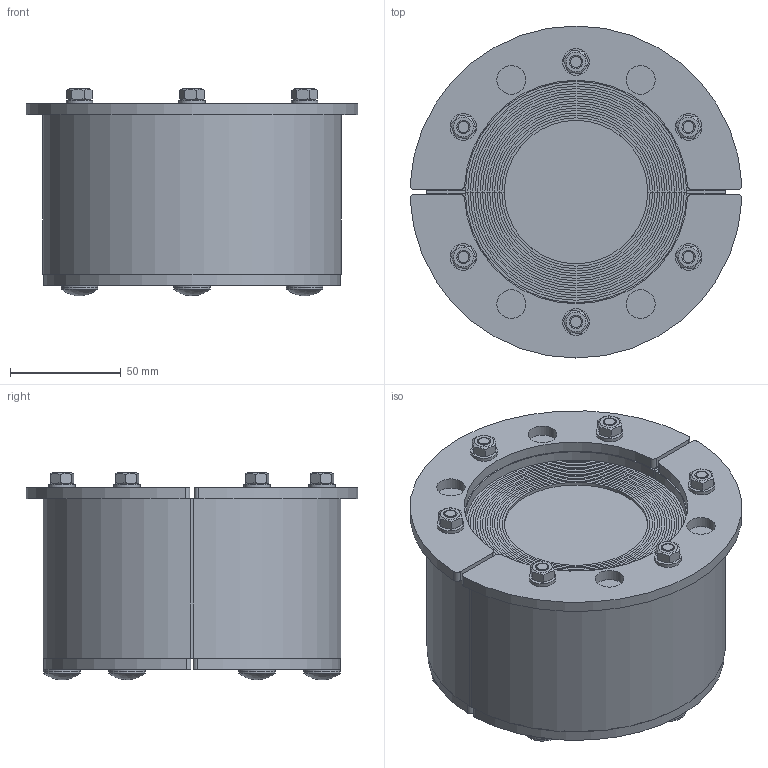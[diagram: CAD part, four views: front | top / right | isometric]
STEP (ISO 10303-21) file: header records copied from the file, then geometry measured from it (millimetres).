
FILE_DESCRIPTION((''),'2;1');
FILE_NAME('RSUG135.stp','2016-02-05T08:43:21',('se-mareng'),(''),'Autodesk Inventor 2013','Autodesk Inventor 2013','');
FILE_SCHEMA(('AUTOMOTIVE_DESIGN { 1 0 10303 214 1 1 1 1 }'));
Length unit declared in the file: millimetre
Products named in the file (11): 100-055714; 100-055715; 100-055719; 100-055718; 100-055716; 100-055717; DIN 603 M6 x 90; ISO 4032 M6; ISO 7089 6 - 140 HV; 100-006387; 100-061080
Assembly tree (33 placements, depth 3):
  100-055714
    100-055715  x2
      100-055719
      100-055718
    100-055716  x2
    100-055717  x2
    DIN 603 M6 x 90  x6
    ISO 4032 M6  x6
    ISO 7089 6 - 140 HV  x6
    100-006387  x6
    100-061080
Bounding box: 149.87 x 150 x 93.79 mm (x, y, z)
Volume: 1039080.7 mm3; surface area: 692530.4 mm2
Topology: 63 solids, 63 shells, 1813 faces, 4671 edges, 3100 vertices
Faces by surface type: plane 1282, bspline 278, cylinder 193, cone 54, sphere 6
Full cylindrical faces by diameter (mm): 4.917 x6, 5.5 x6, 6 x6, 6.2 x6, 6.4 x6, 12 x6, 13 x4, 16.5 x6, 16.55 x6, 65 x1
Entity records: 26612 total; most frequent: CARTESIAN_POINT 6323, ORIENTED_EDGE 4308, DIRECTION 3508, EDGE_CURVE 2154, VECTOR 1678, LINE 1678, VERTEX_POINT 1446, EDGE_LOOP 936
